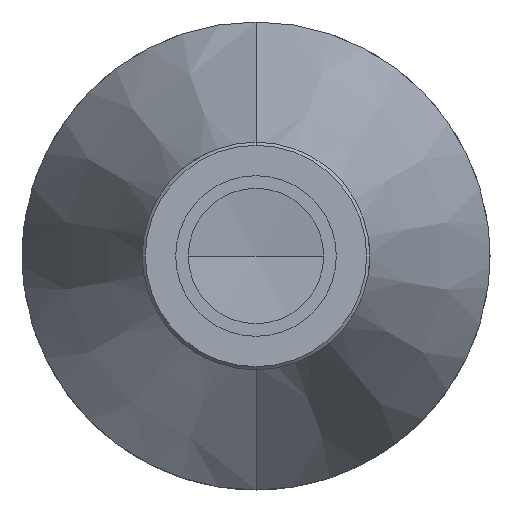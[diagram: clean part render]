
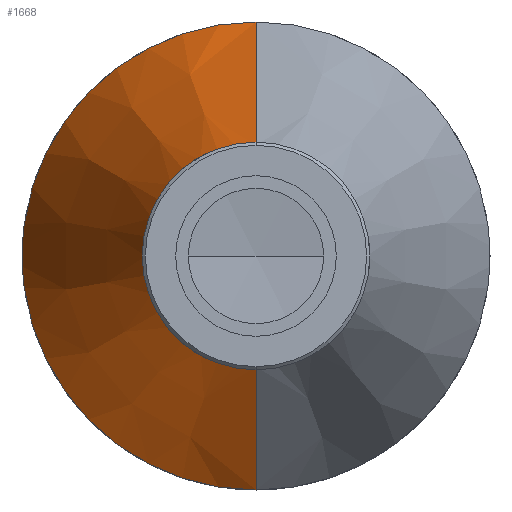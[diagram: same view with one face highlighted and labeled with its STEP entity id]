
A CAD part, front view. The second image highlights one B-rep face of the part: STEP entity #1668.
In plain terms, the highlighted conical face has half-angle 21.083 degrees and reference radius 37 mm.
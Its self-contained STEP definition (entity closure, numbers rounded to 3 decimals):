
#203 = VERTEX_POINT ( 'NONE', #1211 ) ;
#233 = DIRECTION ( 'NONE',  ( 0., 1., 0. ) ) ;
#274 = AXIS2_PLACEMENT_3D ( 'NONE', #2186, #898, #2405 ) ;
#289 = ORIENTED_EDGE ( 'NONE', *, *, #1121, .F. ) ;
#318 = EDGE_LOOP ( 'NONE', ( #289, #2273, #1931, #1454, #2065, #765 ) ) ;
#402 = EDGE_CURVE ( 'NONE', #203, #2350, #815, .T. ) ;
#433 = DIRECTION ( 'NONE',  ( 0., 1., 0. ) ) ;
#477 = DIRECTION ( 'NONE',  ( 0., 0.933, -0.36 ) ) ;
#505 = CARTESIAN_POINT ( 'NONE',  ( 0., 75.08, 0. ) ) ;
#606 = VECTOR ( 'NONE', #1510, 1000. ) ;
#665 = CARTESIAN_POINT ( 'NONE',  ( 0., 75.08, 37. ) ) ;
#719 = CARTESIAN_POINT ( 'NONE',  ( -36.661, 75.08, 5. ) ) ;
#754 = CIRCLE ( 'NONE', #912, 17.5 ) ;
#757 = CONICAL_SURFACE ( 'NONE', #1365, 37., 0.368 ) ;
#765 = ORIENTED_EDGE ( 'NONE', *, *, #2579, .F. ) ;
#815 = LINE ( 'NONE', #665, #606 ) ;
#849 = CIRCLE ( 'NONE', #1424, 37. ) ;
#898 = DIRECTION ( 'NONE',  ( 0., 1., 0. ) ) ;
#912 = AXIS2_PLACEMENT_3D ( 'NONE', #1709, #433, #1924 ) ;
#1103 = CARTESIAN_POINT ( 'NONE',  ( -36.661, 75.08, -5. ) ) ;
#1107 = CARTESIAN_POINT ( 'NONE',  ( 0., 24.5, -17.5 ) ) ;
#1121 = EDGE_CURVE ( 'NONE', #2403, #1658, #2603, .T. ) ;
#1173 = DIRECTION ( 'NONE',  ( 0., 1., 0. ) ) ;
#1176 = EDGE_CURVE ( 'NONE', #1666, #2350, #2330, .T. ) ;
#1203 = VERTEX_POINT ( 'NONE', #1103 ) ;
#1211 = CARTESIAN_POINT ( 'NONE',  ( 0., 24.5, 17.5 ) ) ;
#1365 = AXIS2_PLACEMENT_3D ( 'NONE', #505, #2214, #2431 ) ;
#1424 = AXIS2_PLACEMENT_3D ( 'NONE', #2449, #1173, #2673 ) ;
#1454 = ORIENTED_EDGE ( 'NONE', *, *, #1176, .F. ) ;
#1510 = DIRECTION ( 'NONE',  ( 0., 0.933, 0.36 ) ) ;
#1518 = CARTESIAN_POINT ( 'NONE',  ( 0., 75.08, 0. ) ) ;
#1545 = CARTESIAN_POINT ( 'NONE',  ( 0., 75.08, -37. ) ) ;
#1658 = VERTEX_POINT ( 'NONE', #2646 ) ;
#1666 = VERTEX_POINT ( 'NONE', #719 ) ;
#1668 = ADVANCED_FACE ( 'NONE', ( #1952 ), #757, .T. ) ;
#1707 = CIRCLE ( 'NONE', #274, 37. ) ;
#1709 = CARTESIAN_POINT ( 'NONE',  ( 0., 24.5, 0. ) ) ;
#1734 = DIRECTION ( 'NONE',  ( 0., 0., 1. ) ) ;
#1738 = CARTESIAN_POINT ( 'NONE',  ( 0., 75.08, 37. ) ) ;
#1924 = DIRECTION ( 'NONE',  ( 0., 0., 1. ) ) ;
#1931 = ORIENTED_EDGE ( 'NONE', *, *, #402, .T. ) ;
#1952 = FACE_OUTER_BOUND ( 'NONE', #318, .T. ) ;
#1983 = AXIS2_PLACEMENT_3D ( 'NONE', #1518, #233, #1734 ) ;
#2065 = ORIENTED_EDGE ( 'NONE', *, *, #2425, .F. ) ;
#2186 = CARTESIAN_POINT ( 'NONE',  ( 0., 75.08, 0. ) ) ;
#2214 = DIRECTION ( 'NONE',  ( 0., 1., 0. ) ) ;
#2273 = ORIENTED_EDGE ( 'NONE', *, *, #2282, .T. ) ;
#2282 = EDGE_CURVE ( 'NONE', #2403, #203, #754, .T. ) ;
#2330 = CIRCLE ( 'NONE', #1983, 37. ) ;
#2350 = VERTEX_POINT ( 'NONE', #1738 ) ;
#2403 = VERTEX_POINT ( 'NONE', #1107 ) ;
#2405 = DIRECTION ( 'NONE',  ( 0., 0., 1. ) ) ;
#2425 = EDGE_CURVE ( 'NONE', #1203, #1666, #1707, .T. ) ;
#2431 = DIRECTION ( 'NONE',  ( 0., 0., 1. ) ) ;
#2449 = CARTESIAN_POINT ( 'NONE',  ( 0., 75.08, 0. ) ) ;
#2462 = VECTOR ( 'NONE', #477, 1000. ) ;
#2579 = EDGE_CURVE ( 'NONE', #1658, #1203, #849, .T. ) ;
#2603 = LINE ( 'NONE', #1545, #2462 ) ;
#2646 = CARTESIAN_POINT ( 'NONE',  ( 0., 75.08, -37. ) ) ;
#2673 = DIRECTION ( 'NONE',  ( 0., 0., 1. ) ) ;
